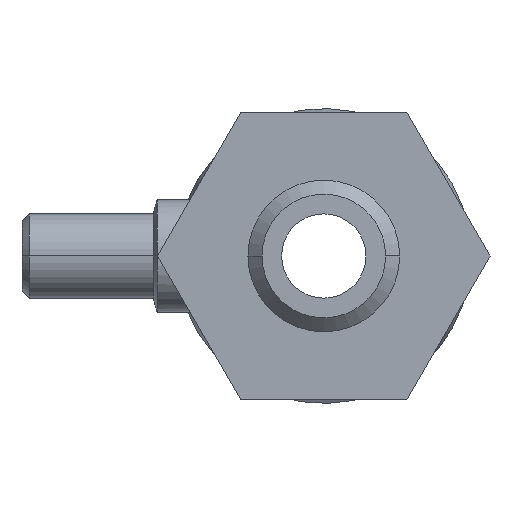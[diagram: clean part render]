
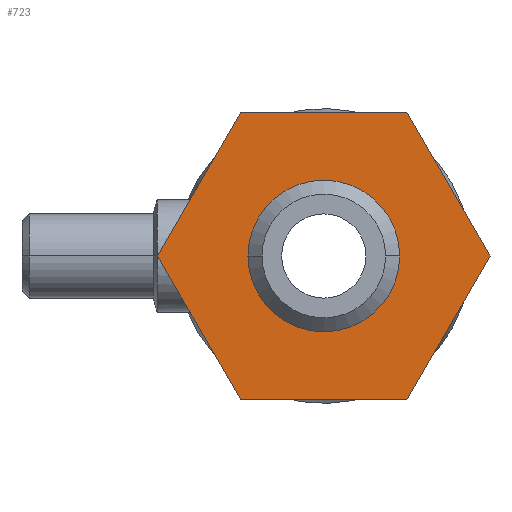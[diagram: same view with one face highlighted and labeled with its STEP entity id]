
A CAD part, left-side view. The second image highlights one B-rep face of the part: STEP entity #723.
In plain terms, the highlighted planar face has unit normal (-1, 0, 0).
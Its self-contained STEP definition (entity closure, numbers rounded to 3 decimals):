
#395 = VERTEX_POINT( '', #1046 );
#447 = EDGE_CURVE( '', #537, #395, #1104, .T. );
#453 = EDGE_CURVE( '', #677, #929, #1110, .T. );
#497 = EDGE_CURVE( '', #553, #537, #1157, .T. );
#537 = VERTEX_POINT( '', #1199 );
#549 = EDGE_CURVE( '', #395, #637, #1213, .T. );
#553 = VERTEX_POINT( '', #1218 );
#637 = VERTEX_POINT( '', #1311 );
#677 = VERTEX_POINT( '', #1354 );
#699 = EDGE_CURVE( '', #831, #719, #1380, .T. );
#709 = EDGE_CURVE( '', #719, #553, #1391, .T. );
#719 = VERTEX_POINT( '', #1402 );
#723 = ADVANCED_FACE( '', ( #1406, #1407 ), #1408, .T. );
#831 = VERTEX_POINT( '', #1533 );
#843 = EDGE_CURVE( '', #637, #831, #1545, .T. );
#885 = EDGE_CURVE( '', #929, #677, #1595, .T. );
#929 = VERTEX_POINT( '', #1646 );
#1046 = CARTESIAN_POINT( '', ( -71.875, 11.836, 20.5 ) );
#1104 = LINE( '', #1969, #1970 );
#1110 = CIRCLE( '', #1977, 10.805 );
#1157 = LINE( '', #2106, #2107 );
#1199 = CARTESIAN_POINT( '', ( -71.875, -11.836, 20.5 ) );
#1213 = LINE( '', #2259, #2260 );
#1218 = CARTESIAN_POINT( '', ( -71.875, -23.671, 0. ) );
#1311 = CARTESIAN_POINT( '', ( -71.875, 23.671, 0. ) );
#1354 = CARTESIAN_POINT( '', ( -71.875, -10.805, 0. ) );
#1380 = LINE( '', #2511, #2512 );
#1391 = LINE( '', #2528, #2529 );
#1402 = CARTESIAN_POINT( '', ( -71.875, -11.836, -20.5 ) );
#1406 = FACE_OUTER_BOUND( '', #2546, .T. );
#1407 = FACE_BOUND( '', #2547, .T. );
#1408 = PLANE( '', #2548 );
#1533 = CARTESIAN_POINT( '', ( -71.875, 11.836, -20.5 ) );
#1545 = LINE( '', #2730, #2731 );
#1595 = CIRCLE( '', #2795, 10.805 );
#1646 = CARTESIAN_POINT( '', ( -71.875, 10.805, 0. ) );
#1969 = CARTESIAN_POINT( '', ( -71.875, 16.307, 20.5 ) );
#1970 = VECTOR( '', #3199, 1. );
#1977 = AXIS2_PLACEMENT_3D( '', #3200, #3201, #3202 );
#2106 = CARTESIAN_POINT( '', ( -71.875, -12.197, 19.874 ) );
#2107 = VECTOR( '', #3241, 1. );
#2259 = CARTESIAN_POINT( '', ( -71.875, 23.31, 0.626 ) );
#2260 = VECTOR( '', #3295, 1. );
#2511 = CARTESIAN_POINT( '', ( -71.875, 4.471, -20.5 ) );
#2512 = VECTOR( '', #3494, 1. );
#2528 = CARTESIAN_POINT( '', ( -71.875, -18.115, -9.624 ) );
#2529 = VECTOR( '', #3505, 1. );
#2546 = EDGE_LOOP( '', ( #3522, #3523, #3524, #3525, #3526, #3527 ) );
#2547 = EDGE_LOOP( '', ( #3528, #3529 ) );
#2548 = AXIS2_PLACEMENT_3D( '', #3530, #3531, #3532 );
#2730 = CARTESIAN_POINT( '', ( -71.875, 17.392, -10.876 ) );
#2731 = VECTOR( '', #3713, 1. );
#2795 = AXIS2_PLACEMENT_3D( '', #3800, #3801, #3802 );
#3199 = DIRECTION( '', ( 0., 1., 0. ) );
#3200 = CARTESIAN_POINT( '', ( -71.875, 0., 0. ) );
#3201 = DIRECTION( '', ( -1., 0., 0. ) );
#3202 = DIRECTION( '', ( 0., 1., 0. ) );
#3241 = DIRECTION( '', ( 0., 0.5, 0.866 ) );
#3295 = DIRECTION( '', ( 0., 0.5, -0.866 ) );
#3494 = DIRECTION( '', ( 0., -1., 0. ) );
#3505 = DIRECTION( '', ( 0., -0.5, 0.866 ) );
#3522 = ORIENTED_EDGE( '', *, *, #447, .T. );
#3523 = ORIENTED_EDGE( '', *, *, #549, .T. );
#3524 = ORIENTED_EDGE( '', *, *, #843, .T. );
#3525 = ORIENTED_EDGE( '', *, *, #699, .T. );
#3526 = ORIENTED_EDGE( '', *, *, #709, .T. );
#3527 = ORIENTED_EDGE( '', *, *, #497, .T. );
#3528 = ORIENTED_EDGE( '', *, *, #885, .F. );
#3529 = ORIENTED_EDGE( '', *, *, #453, .F. );
#3530 = CARTESIAN_POINT( '', ( -71.875, 20.778, 0. ) );
#3531 = DIRECTION( '', ( -1., 0., 0. ) );
#3532 = DIRECTION( '', ( 0., 1., 0. ) );
#3713 = DIRECTION( '', ( 0., -0.5, -0.866 ) );
#3800 = CARTESIAN_POINT( '', ( -71.875, 0., 0. ) );
#3801 = DIRECTION( '', ( -1., 0., 0. ) );
#3802 = DIRECTION( '', ( 0., 1., 0. ) );
